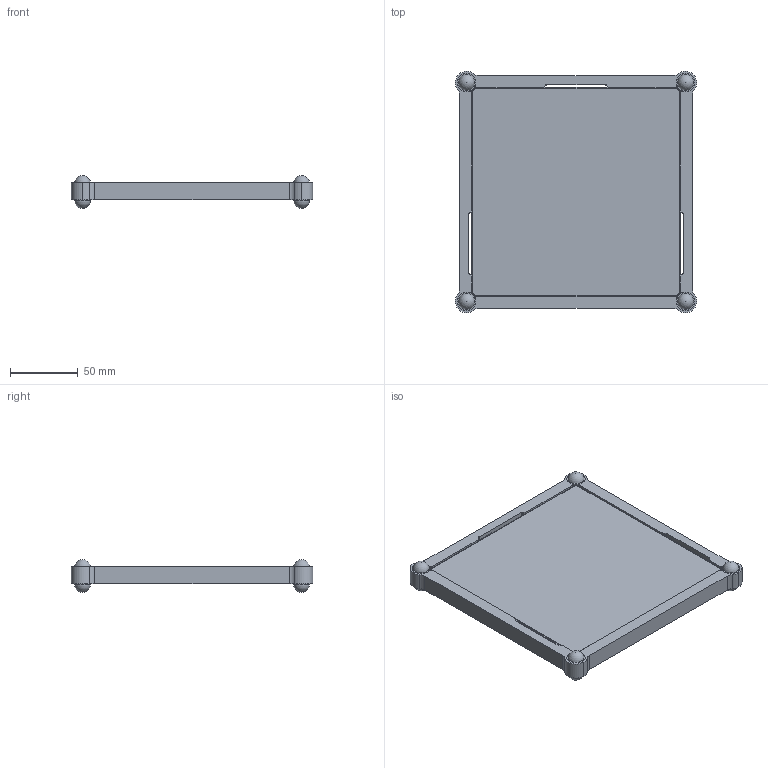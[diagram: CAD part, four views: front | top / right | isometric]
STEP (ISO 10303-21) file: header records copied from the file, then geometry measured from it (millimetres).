
FILE_DESCRIPTION (( 'STEP AP214' ), '1' );
FILE_NAME ('CGH-S6-C6_A.STEP', '2023-03-23T19:05:55', ( '' ), ( '' ), 'SwSTEP 2.0', 'SolidWorks 2022', '' );
FILE_SCHEMA (( 'AUTOMOTIVE_DESIGN' ));
Length unit declared in the file: inch
Products named in the file (1): CGH-S6-C6_A
Bounding box: 178.43 x 178.43 x 24.13 mm (x, y, z)
Surface area: 84392.3 mm2 (no closed solid volume)
Topology: 0 solids, 29 shells, 186 faces, 667 edges, 474 vertices
Faces by surface type: cylinder 98, plane 72, sphere 16
Entity records: 9340 total; most frequent: DIRECTION 1289, CARTESIAN_POINT 1264, ORIENTED_EDGE 1018, EDGE_CURVE 627, AXIS2_PLACEMENT_3D 475, VERTEX_POINT 450, LINE 339, VECTOR 339
